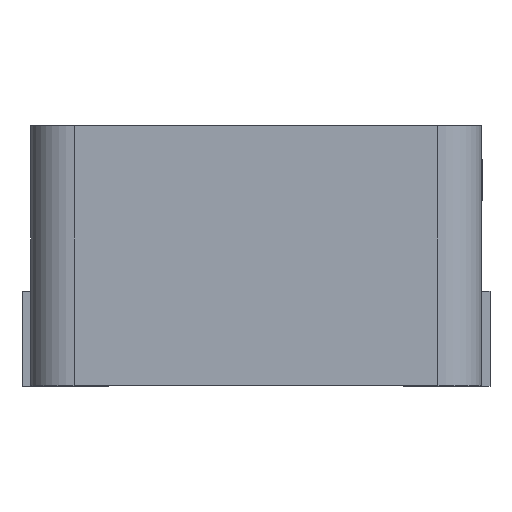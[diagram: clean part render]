
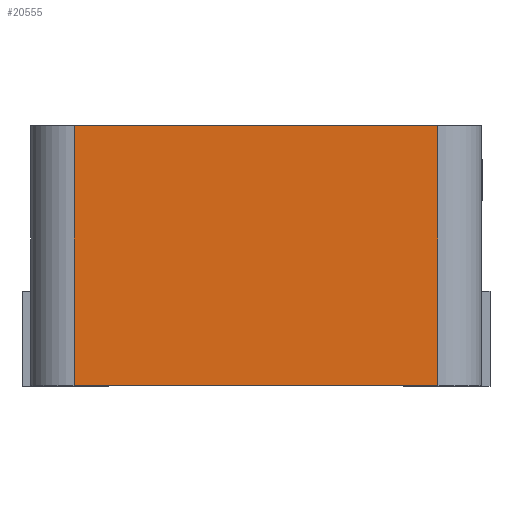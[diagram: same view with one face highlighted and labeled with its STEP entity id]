
A CAD part, front view. The second image highlights one B-rep face of the part: STEP entity #20555.
In plain terms, the highlighted planar face has unit normal (0, -1, 0).
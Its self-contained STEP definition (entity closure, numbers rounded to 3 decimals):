
#90 = ORIENTED_EDGE ( 'NONE', *, *, #20687, .T. ) ;
#181 = VERTEX_POINT ( 'NONE', #19857 ) ;
#532 = ORIENTED_EDGE ( 'NONE', *, *, #6097, .F. ) ;
#552 = EDGE_CURVE ( 'NONE', #181, #7433, #19609, .T. ) ;
#1573 = AXIS2_PLACEMENT_3D ( 'NONE', #13286, #9816, #18126 ) ;
#1649 = VECTOR ( 'NONE', #16179, 1000. ) ;
#1962 = LINE ( 'NONE', #11613, #15620 ) ;
#2581 = LINE ( 'NONE', #15289, #7268 ) ;
#4836 = CARTESIAN_POINT ( 'NONE',  ( 2.1, -2.6, 3. ) ) ;
#4866 = VERTEX_POINT ( 'NONE', #10190 ) ;
#6097 = EDGE_CURVE ( 'NONE', #181, #20128, #1962, .T. ) ;
#6388 = PLANE ( 'NONE',  #1573 ) ;
#7268 = VECTOR ( 'NONE', #20113, 1000. ) ;
#7433 = VERTEX_POINT ( 'NONE', #15103 ) ;
#8535 = ORIENTED_EDGE ( 'NONE', *, *, #552, .T. ) ;
#9816 = DIRECTION ( 'NONE',  ( 0., 1., 0. ) ) ;
#10043 = ORIENTED_EDGE ( 'NONE', *, *, #15195, .T. ) ;
#10190 = CARTESIAN_POINT ( 'NONE',  ( 2.1, -2.6, 0. ) ) ;
#11613 = CARTESIAN_POINT ( 'NONE',  ( -2.6, -2.6, 3. ) ) ;
#13286 = CARTESIAN_POINT ( 'NONE',  ( -2.6, -2.6, 3. ) ) ;
#13322 = CARTESIAN_POINT ( 'NONE',  ( -2.1, -2.6, 3. ) ) ;
#13962 = LINE ( 'NONE', #20371, #16792 ) ;
#14355 = FACE_OUTER_BOUND ( 'NONE', #20493, .T. ) ;
#14677 = DIRECTION ( 'NONE',  ( 1., 0., 0. ) ) ;
#15103 = CARTESIAN_POINT ( 'NONE',  ( -2.1, -2.6, 0. ) ) ;
#15195 = EDGE_CURVE ( 'NONE', #4866, #20128, #13962, .T. ) ;
#15289 = CARTESIAN_POINT ( 'NONE',  ( -2.6, -2.6, 0. ) ) ;
#15620 = VECTOR ( 'NONE', #14677, 1000. ) ;
#16179 = DIRECTION ( 'NONE',  ( 0., 0., -1. ) ) ;
#16792 = VECTOR ( 'NONE', #17343, 1000. ) ;
#17343 = DIRECTION ( 'NONE',  ( 0., 0., 1. ) ) ;
#18126 = DIRECTION ( 'NONE',  ( 0., 0., 1. ) ) ;
#19609 = LINE ( 'NONE', #13322, #1649 ) ;
#19857 = CARTESIAN_POINT ( 'NONE',  ( -2.1, -2.6, 3. ) ) ;
#20113 = DIRECTION ( 'NONE',  ( 1., 0., 0. ) ) ;
#20128 = VERTEX_POINT ( 'NONE', #4836 ) ;
#20371 = CARTESIAN_POINT ( 'NONE',  ( 2.1, -2.6, 3. ) ) ;
#20493 = EDGE_LOOP ( 'NONE', ( #532, #8535, #90, #10043 ) ) ;
#20555 = ADVANCED_FACE ( 'NONE', ( #14355 ), #6388, .F. ) ;
#20687 = EDGE_CURVE ( 'NONE', #7433, #4866, #2581, .T. ) ;
